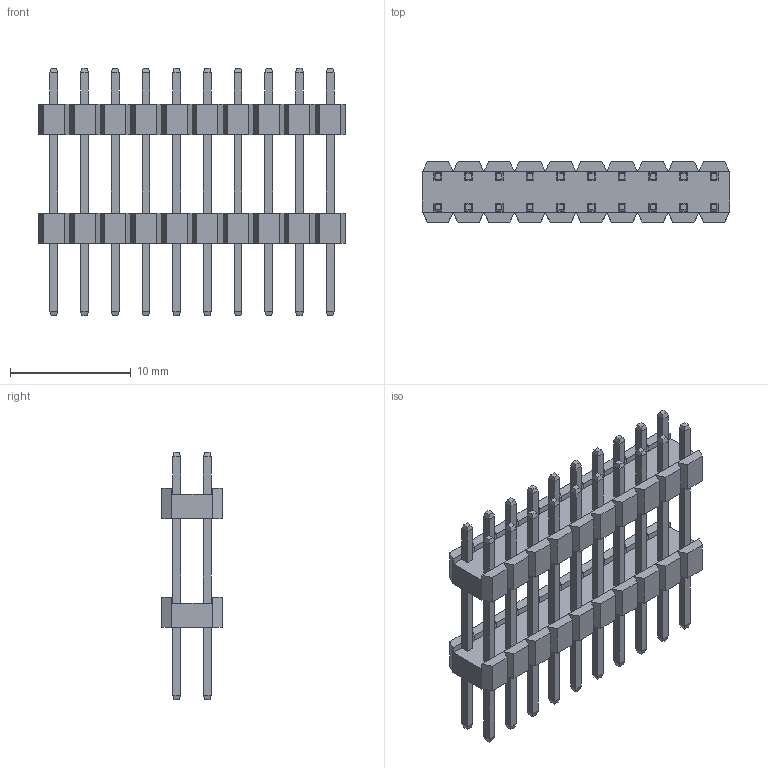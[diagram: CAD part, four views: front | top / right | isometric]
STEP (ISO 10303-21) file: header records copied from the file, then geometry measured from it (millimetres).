
FILE_DESCRIPTION (( 'STEP AP214' ), '1' );
FILE_NAME ('FPH25453-D20S1014190718B-REF.STEP', '2025-10-09T08:25:36', ( '' ), ( '' ), 'SwSTEP 2.0', 'SolidWorks 2021', '' );
FILE_SCHEMA (( 'AUTOMOTIVE_DESIGN' ));
Length unit declared in the file: millimetre
Products named in the file (1): FPH25453-D20S1014190718B-REF
Bounding box: 25.4 x 5 x 20.5 mm (x, y, z)
Volume: 651.4 mm3; surface area: 1728.3 mm2
Topology: 1 solids, 1 shells, 576 faces, 1436 edges, 904 vertices
Faces by surface type: plane 576
Entity records: 16670 total; most frequent: CARTESIAN_POINT 2917, ORIENTED_EDGE 2872, DIRECTION 2590, EDGE_CURVE 1436, LINE 1436, VECTOR 1436, VERTEX_POINT 904, EDGE_LOOP 656
